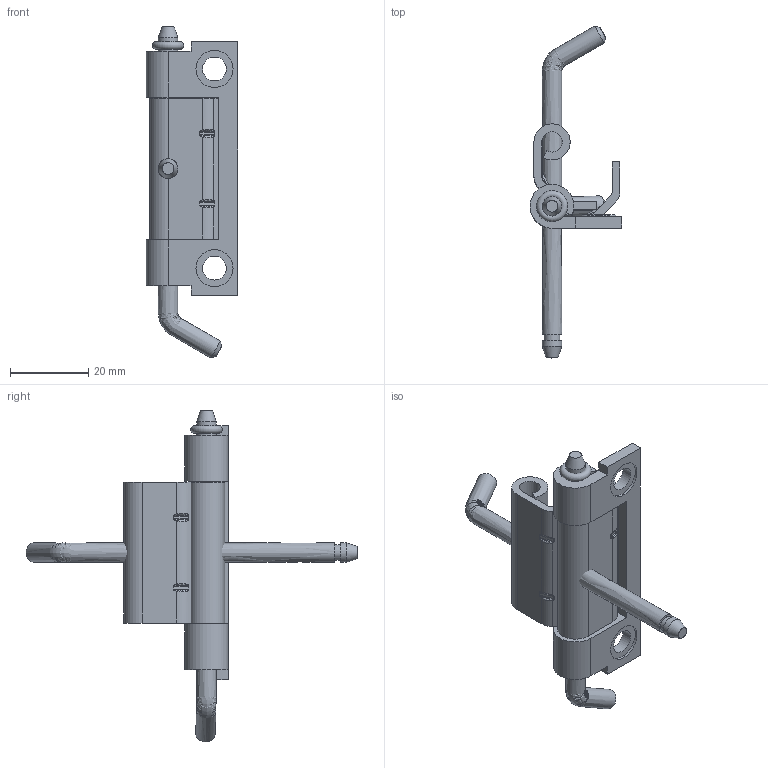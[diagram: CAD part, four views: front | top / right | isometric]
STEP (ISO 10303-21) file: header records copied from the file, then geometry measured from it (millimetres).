
FILE_DESCRIPTION( ( 'STEP AP203' ), '1' );
FILE_NAME( ' ', ' ', ( ' ' ), ( ' ' ), 'PSStep 10.0', ' ', ' ' );
FILE_SCHEMA( ( 'CONFIG_CONTROL_DESIGN' ) );
Length unit declared in the file: millimetre
Products named in the file (6): Assem1; 1; 2; 3; 4; 5
Bounding box: 23.5 x 85 x 85 mm (x, y, z)
Volume: 16709.9 mm3; surface area: 16743.6 mm2
Topology: 10 solids, 10 shells, 284 faces, 680 edges, 428 vertices
Faces by surface type: cylinder 106, plane 96, bspline 72, torus 10
Full cylindrical faces by diameter (mm): 1 x2, 4 x4, 6.1 x4, 9.5 x4
Entity records: 5220 total; most frequent: CARTESIAN_POINT 1778, DIRECTION 666, ORIENTED_EDGE 644, EDGE_CURVE 322, AXIS2_PLACEMENT_3D 266, VERTEX_POINT 212, EDGE_LOOP 174, FACE_OUTER_BOUND 158
